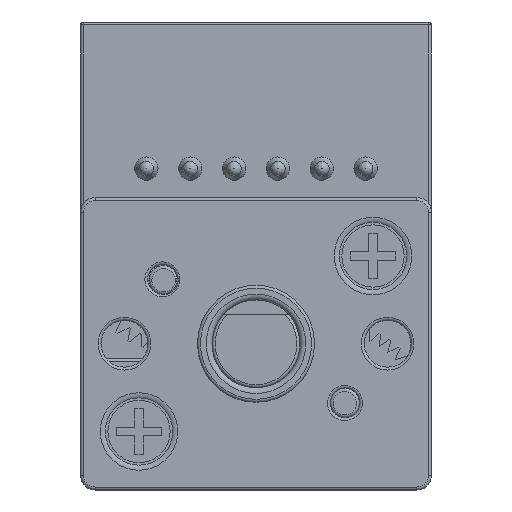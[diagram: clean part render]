
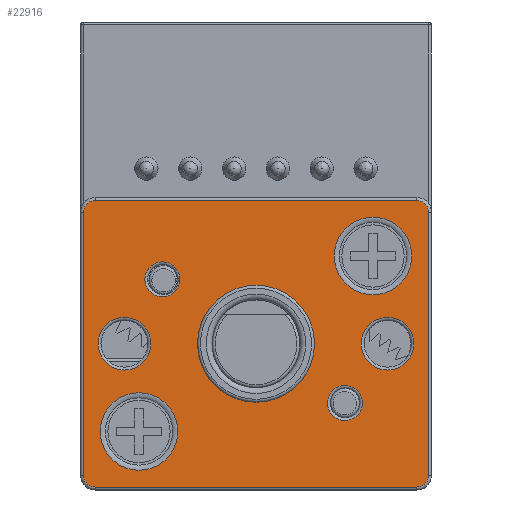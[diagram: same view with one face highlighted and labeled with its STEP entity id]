
A CAD part, left-side view. The second image highlights one B-rep face of the part: STEP entity #22916.
In plain terms, the highlighted planar face has unit normal (-1, 0, 0).
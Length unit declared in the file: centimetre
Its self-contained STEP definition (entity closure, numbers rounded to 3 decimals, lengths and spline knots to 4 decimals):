
#248=FACE_BOUND('',#8281,.T.);
#249=FACE_BOUND('',#8282,.T.);
#250=FACE_BOUND('',#8283,.T.);
#251=FACE_BOUND('',#8284,.T.);
#252=FACE_BOUND('',#8285,.T.);
#253=FACE_BOUND('',#8286,.T.);
#254=FACE_BOUND('',#8287,.T.);
#642=PLANE('',#25400);
#1793=LINE('',#36237,#4345);
#1794=LINE('',#36241,#4346);
#1795=LINE('',#36245,#4347);
#1796=LINE('',#36248,#4348);
#4345=VECTOR('',#28674,1.);
#4346=VECTOR('',#28677,1.);
#4347=VECTOR('',#28680,1.);
#4348=VECTOR('',#28683,1.);
#7018=FACE_OUTER_BOUND('',#8280,.T.);
#8280=EDGE_LOOP('',(#17380,#17381,#17382,#17383,#17384,#17385,#17386,#17387));
#8281=EDGE_LOOP('',(#17388,#17389));
#8282=EDGE_LOOP('',(#17390,#17391));
#8283=EDGE_LOOP('',(#17392,#17393));
#8284=EDGE_LOOP('',(#17394));
#8285=EDGE_LOOP('',(#17395));
#8286=EDGE_LOOP('',(#17396,#17397));
#8287=EDGE_LOOP('',(#17398,#17399));
#9569=CIRCLE('',#25392,0.06);
#9573=CIRCLE('',#25396,0.06);
#9576=CIRCLE('',#25401,0.04);
#9577=CIRCLE('',#25402,0.04);
#9578=CIRCLE('',#25403,0.04);
#9579=CIRCLE('',#25404,0.04);
#9580=CIRCLE('',#25405,0.06);
#9581=CIRCLE('',#25406,0.06);
#9582=CIRCLE('',#25407,0.09);
#9583=CIRCLE('',#25408,0.09);
#9584=CIRCLE('',#25409,0.15);
#9585=CIRCLE('',#25410,0.15);
#9586=CIRCLE('',#25411,0.1325);
#9587=CIRCLE('',#25412,0.1325);
#9588=CIRCLE('',#25413,0.09);
#9589=CIRCLE('',#25414,0.09);
#10601=VERTEX_POINT('',#36217);
#10602=VERTEX_POINT('',#36218);
#10607=VERTEX_POINT('',#36233);
#10608=VERTEX_POINT('',#36234);
#10609=VERTEX_POINT('',#36236);
#10610=VERTEX_POINT('',#36238);
#10611=VERTEX_POINT('',#36240);
#10612=VERTEX_POINT('',#36242);
#10613=VERTEX_POINT('',#36244);
#10614=VERTEX_POINT('',#36246);
#10615=VERTEX_POINT('',#36249);
#10616=VERTEX_POINT('',#36250);
#10617=VERTEX_POINT('',#36253);
#10618=VERTEX_POINT('',#36254);
#10619=VERTEX_POINT('',#36257);
#10620=VERTEX_POINT('',#36258);
#10621=VERTEX_POINT('',#36261);
#10622=VERTEX_POINT('',#36263);
#10623=VERTEX_POINT('',#36265);
#10624=VERTEX_POINT('',#36266);
#13138=EDGE_CURVE('',#10601,#10602,#9569,.T.);
#13142=EDGE_CURVE('',#10602,#10601,#9573,.T.);
#13146=EDGE_CURVE('',#10607,#10608,#9576,.T.);
#13147=EDGE_CURVE('',#10609,#10607,#1793,.T.);
#13148=EDGE_CURVE('',#10610,#10609,#9577,.T.);
#13149=EDGE_CURVE('',#10611,#10610,#1794,.T.);
#13150=EDGE_CURVE('',#10612,#10611,#9578,.T.);
#13151=EDGE_CURVE('',#10613,#10612,#1795,.T.);
#13152=EDGE_CURVE('',#10614,#10613,#9579,.T.);
#13153=EDGE_CURVE('',#10608,#10614,#1796,.T.);
#13154=EDGE_CURVE('',#10615,#10616,#9580,.T.);
#13155=EDGE_CURVE('',#10616,#10615,#9581,.T.);
#13156=EDGE_CURVE('',#10617,#10618,#9582,.T.);
#13157=EDGE_CURVE('',#10618,#10617,#9583,.T.);
#13158=EDGE_CURVE('',#10619,#10620,#9584,.T.);
#13159=EDGE_CURVE('',#10620,#10619,#9585,.T.);
#13160=EDGE_CURVE('',#10621,#10621,#9586,.T.);
#13161=EDGE_CURVE('',#10622,#10622,#9587,.T.);
#13162=EDGE_CURVE('',#10623,#10624,#9588,.T.);
#13163=EDGE_CURVE('',#10624,#10623,#9589,.T.);
#17380=ORIENTED_EDGE('',*,*,#13146,.F.);
#17381=ORIENTED_EDGE('',*,*,#13147,.F.);
#17382=ORIENTED_EDGE('',*,*,#13148,.F.);
#17383=ORIENTED_EDGE('',*,*,#13149,.F.);
#17384=ORIENTED_EDGE('',*,*,#13150,.F.);
#17385=ORIENTED_EDGE('',*,*,#13151,.F.);
#17386=ORIENTED_EDGE('',*,*,#13152,.F.);
#17387=ORIENTED_EDGE('',*,*,#13153,.F.);
#17388=ORIENTED_EDGE('',*,*,#13154,.F.);
#17389=ORIENTED_EDGE('',*,*,#13155,.F.);
#17390=ORIENTED_EDGE('',*,*,#13156,.F.);
#17391=ORIENTED_EDGE('',*,*,#13157,.F.);
#17392=ORIENTED_EDGE('',*,*,#13158,.T.);
#17393=ORIENTED_EDGE('',*,*,#13159,.T.);
#17394=ORIENTED_EDGE('',*,*,#13160,.F.);
#17395=ORIENTED_EDGE('',*,*,#13161,.F.);
#17396=ORIENTED_EDGE('',*,*,#13162,.F.);
#17397=ORIENTED_EDGE('',*,*,#13163,.F.);
#17398=ORIENTED_EDGE('',*,*,#13138,.F.);
#17399=ORIENTED_EDGE('',*,*,#13142,.F.);
#22916=ADVANCED_FACE('',(#7018,#248,#249,#250,#251,#252,#253,#254),#642,
 .T.);
#25392=AXIS2_PLACEMENT_3D('',#36219,#28653,#28654);
#25396=AXIS2_PLACEMENT_3D('',#36225,#28661,#28662);
#25400=AXIS2_PLACEMENT_3D('',#36232,#28670,#28671);
#25401=AXIS2_PLACEMENT_3D('',#36235,#28672,#28673);
#25402=AXIS2_PLACEMENT_3D('',#36239,#28675,#28676);
#25403=AXIS2_PLACEMENT_3D('',#36243,#28678,#28679);
#25404=AXIS2_PLACEMENT_3D('',#36247,#28681,#28682);
#25405=AXIS2_PLACEMENT_3D('',#36251,#28684,#28685);
#25406=AXIS2_PLACEMENT_3D('',#36252,#28686,#28687);
#25407=AXIS2_PLACEMENT_3D('',#36255,#28688,#28689);
#25408=AXIS2_PLACEMENT_3D('',#36256,#28690,#28691);
#25409=AXIS2_PLACEMENT_3D('',#36259,#28692,#28693);
#25410=AXIS2_PLACEMENT_3D('',#36260,#28694,#28695);
#25411=AXIS2_PLACEMENT_3D('',#36262,#28696,#28697);
#25412=AXIS2_PLACEMENT_3D('',#36264,#28698,#28699);
#25413=AXIS2_PLACEMENT_3D('',#36267,#28700,#28701);
#25414=AXIS2_PLACEMENT_3D('',#36268,#28702,#28703);
#28653=DIRECTION('center_axis',(-1.,0.,0.));
#28654=DIRECTION('ref_axis',(0.,0.,
1.));
#28661=DIRECTION('center_axis',(-1.,0.,0.));
#28662=DIRECTION('ref_axis',(0.,0.,
1.));
#28670=DIRECTION('center_axis',(-1.,0.,0.));
#28671=DIRECTION('ref_axis',(0.,0.,
1.));
#28672=DIRECTION('center_axis',(1.,0.,0.));
#28673=DIRECTION('ref_axis',(0.,0.707,0.707));
#28674=DIRECTION('',(0.,0.,1.));
#28675=DIRECTION('center_axis',(1.,0.,0.));
#28676=DIRECTION('ref_axis',(0.,0.707,-0.707));
#28677=DIRECTION('',(0.,1.,0.));
#28678=DIRECTION('center_axis',(1.,0.,0.));
#28679=DIRECTION('ref_axis',(0.,-0.707,-0.707));
#28680=DIRECTION('',(0.,0.,-1.));
#28681=DIRECTION('center_axis',(1.,0.,0.));
#28682=DIRECTION('ref_axis',(0.,-0.707,0.707));
#28683=DIRECTION('',(0.,-1.,0.));
#28684=DIRECTION('center_axis',(-1.,0.,0.));
#28685=DIRECTION('ref_axis',(0.,0.,
1.));
#28686=DIRECTION('center_axis',(-1.,0.,0.));
#28687=DIRECTION('ref_axis',(0.,0.,
1.));
#28688=DIRECTION('center_axis',(-1.,0.,0.));
#28689=DIRECTION('ref_axis',(0.,0.,1.));
#28690=DIRECTION('center_axis',(-1.,0.,0.));
#28691=DIRECTION('ref_axis',(0.,0.,1.));
#28692=DIRECTION('center_axis',(1.,0.,0.));
#28693=DIRECTION('ref_axis',(0.,0.,
-1.));
#28694=DIRECTION('center_axis',(1.,0.,0.));
#28695=DIRECTION('ref_axis',(0.,0.,
-1.));
#28696=DIRECTION('center_axis',(-1.,0.,0.));
#28697=DIRECTION('ref_axis',(0.,0.,
-1.));
#28698=DIRECTION('center_axis',(-1.,0.,0.));
#28699=DIRECTION('ref_axis',(0.,0.,
-1.));
#28700=DIRECTION('center_axis',(-1.,0.,0.));
#28701=DIRECTION('ref_axis',(0.,0.,1.));
#28702=DIRECTION('center_axis',(-1.,0.,0.));
#28703=DIRECTION('ref_axis',(0.,0.,1.));
#36217=CARTESIAN_POINT('',(-13.6719,22.8667,0.3729));
#36218=CARTESIAN_POINT('',(-13.6719,22.8667,0.4929));
#36219=CARTESIAN_POINT('Origin',(-13.6719,22.8667,0.4329));
#36225=CARTESIAN_POINT('Origin',(-13.6719,22.8667,0.4329));
#36232=CARTESIAN_POINT('Origin',(-13.6719,23.1707,0.6357));
#36233=CARTESIAN_POINT('',(-13.6719,23.7607,1.0857));
#36234=CARTESIAN_POINT('',(-13.6719,23.7207,1.1257));
#36235=CARTESIAN_POINT('Origin',(-13.6719,23.7207,1.0857));
#36236=CARTESIAN_POINT('',(-13.6719,23.7607,0.1857));
#36237=CARTESIAN_POINT('',(-13.6719,23.7607,0.6357));
#36238=CARTESIAN_POINT('',(-13.6719,23.7207,0.1457));
#36239=CARTESIAN_POINT('Origin',(-13.6719,23.7207,0.1857));
#36240=CARTESIAN_POINT('',(-13.6719,22.6207,0.1457));
#36241=CARTESIAN_POINT('',(-13.6719,23.1707,0.1457));
#36242=CARTESIAN_POINT('',(-13.6719,22.5807,0.1857));
#36243=CARTESIAN_POINT('Origin',(-13.6719,22.6207,0.1857));
#36244=CARTESIAN_POINT('',(-13.6719,22.5807,1.0857));
#36245=CARTESIAN_POINT('',(-13.6719,22.5807,0.6357));
#36246=CARTESIAN_POINT('',(-13.6719,22.6207,1.1257));
#36247=CARTESIAN_POINT('Origin',(-13.6719,22.6207,1.0857));
#36248=CARTESIAN_POINT('',(-13.6719,23.1707,1.1257));
#36249=CARTESIAN_POINT('',(-13.6719,23.4907,0.7957));
#36250=CARTESIAN_POINT('',(-13.6719,23.4907,0.9157));
#36251=CARTESIAN_POINT('Origin',(-13.6719,23.4907,0.8557));
#36252=CARTESIAN_POINT('Origin',(-13.6719,23.4907,0.8557));
#36253=CARTESIAN_POINT('',(-13.6719,23.6207,0.5457));
#36254=CARTESIAN_POINT('',(-13.6719,23.6207,0.7257));
#36255=CARTESIAN_POINT('Origin',(-13.6719,23.6207,0.6357));
#36256=CARTESIAN_POINT('Origin',(-13.6719,23.6207,0.6357));
#36257=CARTESIAN_POINT('',(-13.6719,23.1707,0.4857));
#36258=CARTESIAN_POINT('',(-13.6719,23.1707,0.7857));
#36259=CARTESIAN_POINT('Origin',(-13.6719,23.1707,0.6357));
#36260=CARTESIAN_POINT('Origin',(-13.6719,23.1707,0.6357));
#36261=CARTESIAN_POINT('',(-13.6719,22.7707,1.0682));
#36262=CARTESIAN_POINT('Origin',(-13.6719,22.7707,0.9357));
#36263=CARTESIAN_POINT('',(-13.6719,23.5707,0.4682));
#36264=CARTESIAN_POINT('Origin',(-13.6719,23.5707,0.3357));
#36265=CARTESIAN_POINT('',(-13.6719,22.7207,0.5457));
#36266=CARTESIAN_POINT('',(-13.6719,22.7207,0.7257));
#36267=CARTESIAN_POINT('Origin',(-13.6719,22.7207,0.6357));
#36268=CARTESIAN_POINT('Origin',(-13.6719,22.7207,0.6357));
